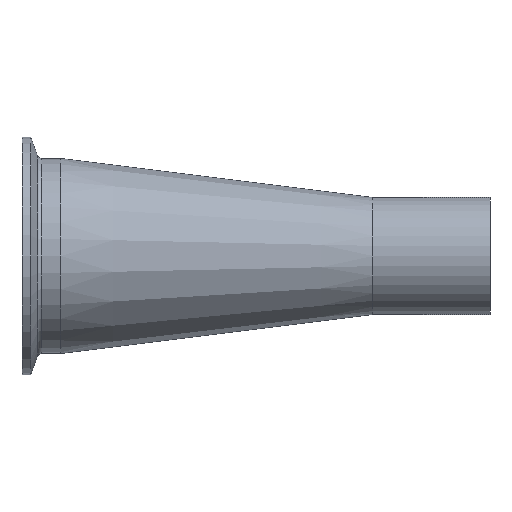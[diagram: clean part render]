
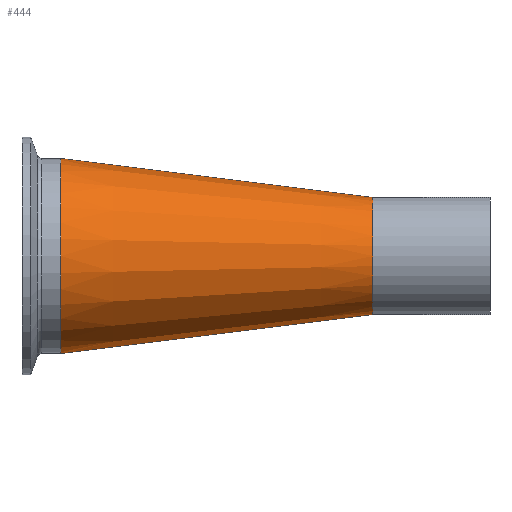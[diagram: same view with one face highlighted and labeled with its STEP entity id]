
A CAD part, left-side view. The second image highlights one B-rep face of the part: STEP entity #444.
In plain terms, the highlighted conical face has half-angle 7.125 degrees and reference radius 19.05 mm.
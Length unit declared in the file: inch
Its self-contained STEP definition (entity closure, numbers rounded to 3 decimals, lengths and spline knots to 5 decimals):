
#8 = EDGE_CURVE ( 'NONE', #749, #58, #459, .T. ) ;
#24 = EDGE_LOOP ( 'NONE', ( #1076, #87, #184, #201 ) ) ;
#58 = VERTEX_POINT ( 'NONE', #723 ) ;
#68 = CARTESIAN_POINT ( 'NONE',  ( 0., 0., 0. ) ) ;
#82 = DIRECTION ( 'NONE',  ( 0., 1., 0. ) ) ;
#87 = ORIENTED_EDGE ( 'NONE', *, *, #8, .F. ) ;
#122 = AXIS2_PLACEMENT_3D ( 'NONE', #68, #487, #818 ) ;
#123 = CONICAL_SURFACE ( 'NONE', #458, 0.75, 0.124 ) ;
#184 = ORIENTED_EDGE ( 'NONE', *, *, #233, .T. ) ;
#186 = FACE_OUTER_BOUND ( 'NONE', #24, .T. ) ;
#190 = CARTESIAN_POINT ( 'NONE',  ( 0., 0., 0.75 ) ) ;
#201 = ORIENTED_EDGE ( 'NONE', *, *, #365, .F. ) ;
#233 = EDGE_CURVE ( 'NONE', #749, #335, #438, .T. ) ;
#264 = CARTESIAN_POINT ( 'NONE',  ( 0., 0., -0.75 ) ) ;
#292 = CARTESIAN_POINT ( 'NONE',  ( 0., 0., 0.75 ) ) ;
#299 = CARTESIAN_POINT ( 'NONE',  ( 0., 4., -1.25 ) ) ;
#318 = VERTEX_POINT ( 'NONE', #299 ) ;
#328 = CARTESIAN_POINT ( 'NONE',  ( 0., 4., 0. ) ) ;
#335 = VERTEX_POINT ( 'NONE', #819 ) ;
#365 = EDGE_CURVE ( 'NONE', #318, #335, #642, .T. ) ;
#434 = DIRECTION ( 'NONE',  ( 0., 0.992, -0.124 ) ) ;
#438 = LINE ( 'NONE', #190, #664 ) ;
#444 = ADVANCED_FACE ( 'NONE', ( #186 ), #123, .T. ) ;
#455 = LINE ( 'NONE', #264, #834 ) ;
#458 = AXIS2_PLACEMENT_3D ( 'NONE', #909, #82, #754 ) ;
#459 = CIRCLE ( 'NONE', #122, 0.75 ) ;
#487 = DIRECTION ( 'NONE',  ( 0., -1., 0. ) ) ;
#642 = CIRCLE ( 'NONE', #936, 1.25 ) ;
#659 = DIRECTION ( 'NONE',  ( 0., 0., 1. ) ) ;
#664 = VECTOR ( 'NONE', #767, 39.37008 ) ;
#710 = EDGE_CURVE ( 'NONE', #58, #318, #455, .T. ) ;
#723 = CARTESIAN_POINT ( 'NONE',  ( 0., 0., -0.75 ) ) ;
#749 = VERTEX_POINT ( 'NONE', #292 ) ;
#754 = DIRECTION ( 'NONE',  ( 0., 0., 1. ) ) ;
#767 = DIRECTION ( 'NONE',  ( 0., 0.992, 0.124 ) ) ;
#818 = DIRECTION ( 'NONE',  ( 0., 0., -1. ) ) ;
#819 = CARTESIAN_POINT ( 'NONE',  ( 0., 4., 1.25 ) ) ;
#832 = DIRECTION ( 'NONE',  ( 0., 1., 0. ) ) ;
#834 = VECTOR ( 'NONE', #434, 39.37008 ) ;
#909 = CARTESIAN_POINT ( 'NONE',  ( 0., 0., 0. ) ) ;
#936 = AXIS2_PLACEMENT_3D ( 'NONE', #328, #832, #659 ) ;
#1076 = ORIENTED_EDGE ( 'NONE', *, *, #710, .F. ) ;
